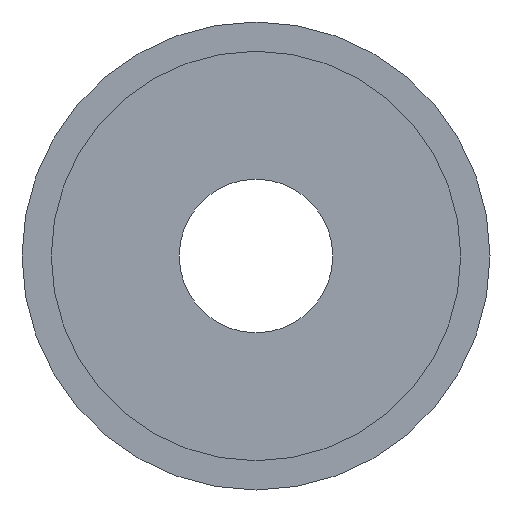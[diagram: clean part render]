
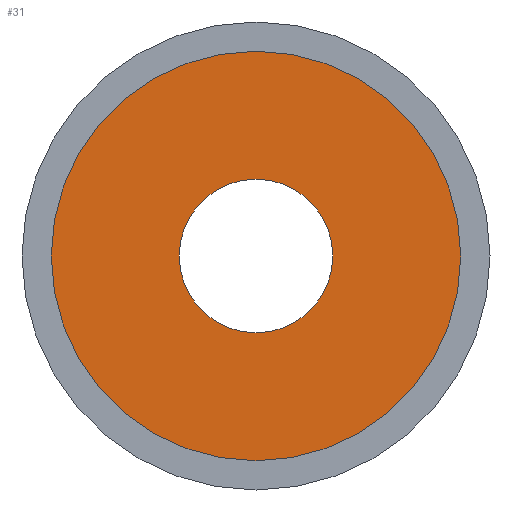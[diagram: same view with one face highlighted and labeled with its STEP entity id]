
A CAD part, left-side view. The second image highlights one B-rep face of the part: STEP entity #31.
In plain terms, the highlighted planar face has unit normal (-1, 0, 0).
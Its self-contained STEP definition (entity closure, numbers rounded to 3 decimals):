
#4 = FACE_BOUND ( 'NONE', #278, .T. ) ;
#7 = DIRECTION ( 'NONE',  ( 1., 0., 0. ) ) ;
#10 = ORIENTED_EDGE ( 'NONE', *, *, #112, .F. ) ;
#11 = CARTESIAN_POINT ( 'NONE',  ( -2., 0., 5.25 ) ) ;
#19 = CARTESIAN_POINT ( 'NONE',  ( -2., 0., 0. ) ) ;
#31 = ADVANCED_FACE ( 'NONE', ( #4, #285 ), #347, .T. ) ;
#34 = EDGE_LOOP ( 'NONE', ( #10, #208 ) ) ;
#37 = DIRECTION ( 'NONE',  ( -1., 0., 0. ) ) ;
#41 = VERTEX_POINT ( 'NONE', #42 ) ;
#42 = CARTESIAN_POINT ( 'NONE',  ( -2., 0., -14. ) ) ;
#69 = CARTESIAN_POINT ( 'NONE',  ( -2., 14., 0. ) ) ;
#76 = AXIS2_PLACEMENT_3D ( 'NONE', #276, #7, #385 ) ;
#103 = VERTEX_POINT ( 'NONE', #11 ) ;
#104 = VERTEX_POINT ( 'NONE', #203 ) ;
#107 = ORIENTED_EDGE ( 'NONE', *, *, #206, .F. ) ;
#109 = CIRCLE ( 'NONE', #172, 5.25 ) ;
#112 = EDGE_CURVE ( 'NONE', #41, #282, #399, .T. ) ;
#125 = CIRCLE ( 'NONE', #348, 14. ) ;
#172 = AXIS2_PLACEMENT_3D ( 'NONE', #19, #297, #323 ) ;
#173 = EDGE_CURVE ( 'NONE', #282, #41, #125, .T. ) ;
#202 = ORIENTED_EDGE ( 'NONE', *, *, #337, .F. ) ;
#203 = CARTESIAN_POINT ( 'NONE',  ( -2., 0., -5.25 ) ) ;
#206 = EDGE_CURVE ( 'NONE', #104, #103, #295, .T. ) ;
#208 = ORIENTED_EDGE ( 'NONE', *, *, #173, .F. ) ;
#217 = DIRECTION ( 'NONE',  ( 0., 0., 1. ) ) ;
#268 = CARTESIAN_POINT ( 'NONE',  ( -2., 0., 0. ) ) ;
#276 = CARTESIAN_POINT ( 'NONE',  ( -2., 0., 0. ) ) ;
#278 = EDGE_LOOP ( 'NONE', ( #107, #202 ) ) ;
#282 = VERTEX_POINT ( 'NONE', #402 ) ;
#285 = FACE_OUTER_BOUND ( 'NONE', #34, .T. ) ;
#287 = DIRECTION ( 'NONE',  ( 0., 0., 1. ) ) ;
#295 = CIRCLE ( 'NONE', #357, 5.25 ) ;
#297 = DIRECTION ( 'NONE',  ( -1., 0., 0. ) ) ;
#298 = DIRECTION ( 'NONE',  ( -1., 0., 0. ) ) ;
#323 = DIRECTION ( 'NONE',  ( 0., 0., 1. ) ) ;
#337 = EDGE_CURVE ( 'NONE', #103, #104, #109, .T. ) ;
#338 = DIRECTION ( 'NONE',  ( 0., 0., -1. ) ) ;
#339 = CARTESIAN_POINT ( 'NONE',  ( -2., 0., 0. ) ) ;
#347 = PLANE ( 'NONE',  #405 ) ;
#348 = AXIS2_PLACEMENT_3D ( 'NONE', #339, #371, #338 ) ;
#357 = AXIS2_PLACEMENT_3D ( 'NONE', #268, #298, #217 ) ;
#371 = DIRECTION ( 'NONE',  ( 1., 0., 0. ) ) ;
#385 = DIRECTION ( 'NONE',  ( 0., 0., -1. ) ) ;
#399 = CIRCLE ( 'NONE', #76, 14. ) ;
#402 = CARTESIAN_POINT ( 'NONE',  ( -2., 0., 14. ) ) ;
#405 = AXIS2_PLACEMENT_3D ( 'NONE', #69, #37, #287 ) ;
